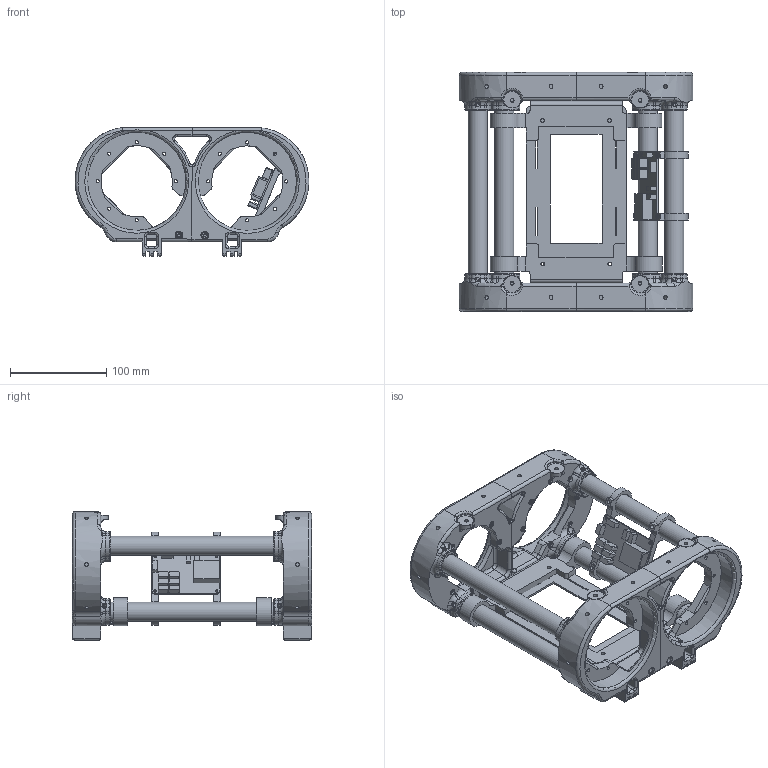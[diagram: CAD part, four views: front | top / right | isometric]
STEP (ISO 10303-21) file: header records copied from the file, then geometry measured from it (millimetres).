
FILE_DESCRIPTION(/* description */ (''),/* implementation_level */ '2;1');
FILE_NAME(/* name */ '3d_print_body&carbon_tubes.step',/* time_stamp */ '2022-02-09T19:54:18+01:00',/* author */ (''),/* organization */ (''),/* preprocessor_version */ 'ST-DEVELOPER v18.1',/* originating_system */ 'Autodesk Translation Framework v10.13.0.1454',/* authorisation */ '');
FILE_SCHEMA (('AUTOMOTIVE_DESIGN { 1 0 10303 214 3 1 1 }'));
Length unit declared in the file: millimetre
Products named in the file (7): Ylo2_Full_Robot; YLO-2; BODY; FRONT PLATES; BACK PLATES; COMPOSANTS; POWER_DIST
Assembly tree (6 placements, depth 4):
  Ylo2_Full_Robot
    YLO-2
      BODY
        FRONT PLATES
        BACK PLATES
      COMPOSANTS
        POWER_DIST
Bounding box: 243.07 x 248.5 x 133.78 mm (x, y, z)
Volume: 808855.5 mm3; surface area: 364329.8 mm2
Topology: 14 solids, 14 shells, 1371 faces, 3564 edges, 2248 vertices
Faces by surface type: cylinder 600, plane 419, torus 256, bspline 92, sphere 4
Full cylindrical faces by diameter (mm): 2.6 x4, 3.2 x12, 3.3 x28, 3.4 x4, 4 x48, 6 x4, 6.2 x28, 18 x4, 20 x4, 20.4 x16, 102 x4
Entity records: 47980 total; most frequent: CARTESIAN_POINT 13808, DIRECTION 7232, ORIENTED_EDGE 7120, EDGE_CURVE 3560, AXIS2_PLACEMENT_3D 2890, VERTEX_POINT 2248, EDGE_LOOP 1604, CIRCLE 1578
